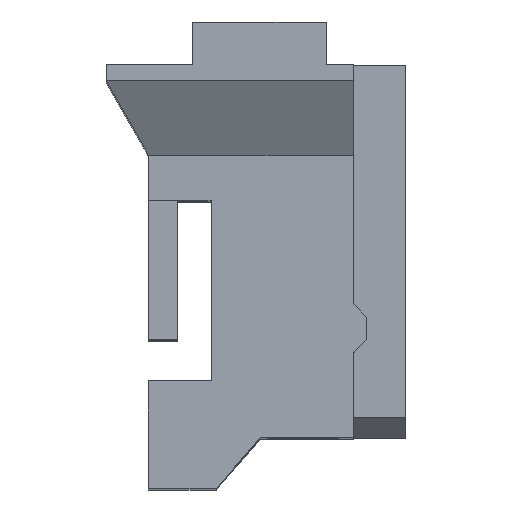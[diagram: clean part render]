
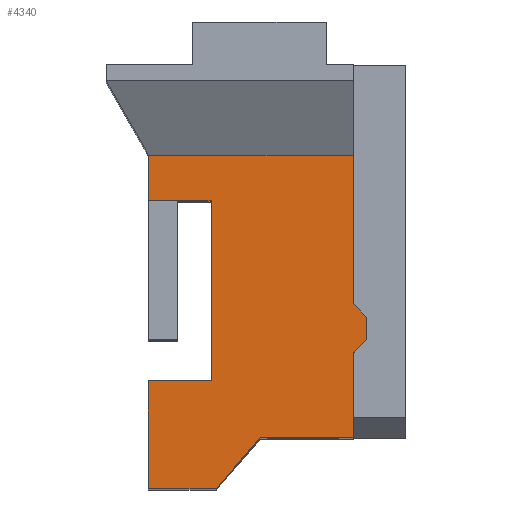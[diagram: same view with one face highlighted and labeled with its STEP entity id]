
A CAD part, top view. The second image highlights one B-rep face of the part: STEP entity #4340.
In plain terms, the highlighted planar face has unit normal (0, 0, 1).
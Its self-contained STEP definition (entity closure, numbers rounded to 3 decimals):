
#154=CARTESIAN_POINT('',(-1.615,4.318,7.265));
#155=VERTEX_POINT('',#154);
#162=CARTESIAN_POINT('',(-1.615,5.004,7.265));
#163=VERTEX_POINT('',#162);
#164=CARTESIAN_POINT('',(-1.615,5.004,7.265));
#165=DIRECTION('',(0.0,-1.0,0.0));
#166=VECTOR('',#165,1.0);
#167=LINE('',#164,#166);
#168=EDGE_CURVE('n� 694',#163,#155,#167,.T.);
#3149=CARTESIAN_POINT('',(-0.595,0.0,7.265));
#3150=VERTEX_POINT('',#3149);
#3157=CARTESIAN_POINT('',(-1.615,0.0,7.265));
#3158=VERTEX_POINT('',#3157);
#3159=CARTESIAN_POINT('',(-2.25,0.0,7.265));
#3160=DIRECTION('',(1.0,0.0,0.0));
#3161=VECTOR('',#3160,1.0);
#3162=LINE('',#3159,#3161);
#3163=EDGE_CURVE('n� 783',#3158,#3150,#3162,.T.);
#3187=CARTESIAN_POINT('',(0.066,0.762,7.265));
#3188=VERTEX_POINT('',#3187);
#3195=CARTESIAN_POINT('',(-0.595,0.0,7.265));
#3196=DIRECTION('',(0.655,0.756,0.0));
#3197=VECTOR('',#3196,1.0);
#3198=LINE('',#3195,#3197);
#3199=EDGE_CURVE('n� 766',#3150,#3188,#3198,.T.);
#3414=CARTESIAN_POINT('',(1.463,0.762,7.265));
#3415=VERTEX_POINT('',#3414);
#3424=CARTESIAN_POINT('',(0.066,0.762,7.265));
#3425=DIRECTION('',(1.0,0.0,0.0));
#3426=VECTOR('',#3425,1.0);
#3427=LINE('',#3424,#3426);
#3428=EDGE_CURVE('n� 767',#3188,#3415,#3427,.T.);
#3747=CARTESIAN_POINT('',(-1.615,1.613,7.265));
#3748=VERTEX_POINT('',#3747);
#3749=CARTESIAN_POINT('',(-1.615,5.004,7.265));
#3750=DIRECTION('',(0.0,-1.0,0.0));
#3751=VECTOR('',#3750,1.0);
#3752=LINE('',#3749,#3751);
#3753=EDGE_CURVE('n� 3711',#3748,#3158,#3752,.T.);
#4243=CARTESIAN_POINT('',(1.463,5.004,7.265));
#4244=VERTEX_POINT('',#4243);
#4245=CARTESIAN_POINT('',(-2.25,5.004,7.265));
#4246=DIRECTION('',(1.0,0.0,0.0));
#4247=VECTOR('',#4246,1.0);
#4248=LINE('',#4245,#4247);
#4249=EDGE_CURVE('n� 782',#163,#4244,#4248,.T.);
#4267=CARTESIAN_POINT('',(-0.675,1.613,7.265));
#4268=VERTEX_POINT('',#4267);
#4269=CARTESIAN_POINT('',(-0.675,4.318,7.265));
#4270=VERTEX_POINT('',#4269);
#4271=CARTESIAN_POINT('',(-0.675,4.318,7.265));
#4272=DIRECTION('',(0.0,1.0,0.0));
#4273=VECTOR('',#4272,1.0);
#4274=LINE('',#4271,#4273);
#4275=EDGE_CURVE('n� 3748',#4268,#4270,#4274,.T.);
#4276=ORIENTED_EDGE('',*,*,#4275,.F.);
#4277=CARTESIAN_POINT('',(-0.675,1.613,7.265));
#4278=DIRECTION('',(-1.0,0.0,0.0));
#4279=VECTOR('',#4278,1.0);
#4280=LINE('',#4277,#4279);
#4281=EDGE_CURVE('n� 3739',#4268,#3748,#4280,.T.);
#4282=ORIENTED_EDGE('',*,*,#4281,.T.);
#4283=ORIENTED_EDGE('',*,*,#3753,.T.);
#4284=ORIENTED_EDGE('',*,*,#3163,.T.);
#4285=ORIENTED_EDGE('',*,*,#3199,.T.);
#4286=ORIENTED_EDGE('',*,*,#3428,.T.);
#4287=CARTESIAN_POINT('',(1.463,2.032,7.265));
#4288=VERTEX_POINT('',#4287);
#4289=CARTESIAN_POINT('',(1.463,0.0,7.265));
#4290=DIRECTION('',(0.0,1.0,0.0));
#4291=VECTOR('',#4290,1.0);
#4292=LINE('',#4289,#4291);
#4293=EDGE_CURVE('n� 1562',#3415,#4288,#4292,.T.);
#4294=ORIENTED_EDGE('',*,*,#4293,.T.);
#4295=CARTESIAN_POINT('',(1.666,2.235,7.265));
#4296=VERTEX_POINT('',#4295);
#4297=CARTESIAN_POINT('',(1.463,2.032,7.265));
#4298=DIRECTION('',(0.707,0.707,0.0));
#4299=VECTOR('',#4298,1.0);
#4300=LINE('',#4297,#4299);
#4301=EDGE_CURVE('n� 2940',#4288,#4296,#4300,.T.);
#4302=ORIENTED_EDGE('',*,*,#4301,.T.);
#4303=CARTESIAN_POINT('',(1.666,2.569,7.265));
#4304=VERTEX_POINT('',#4303);
#4305=CARTESIAN_POINT('',(1.666,2.569,7.265));
#4306=DIRECTION('',(0.0,1.0,0.0));
#4307=VECTOR('',#4306,1.0);
#4308=LINE('',#4305,#4307);
#4309=EDGE_CURVE('n� 2943',#4296,#4304,#4308,.T.);
#4310=ORIENTED_EDGE('',*,*,#4309,.T.);
#4311=CARTESIAN_POINT('',(1.463,2.772,7.265));
#4312=VERTEX_POINT('',#4311);
#4313=CARTESIAN_POINT('',(1.463,2.772,7.265));
#4314=DIRECTION('',(-0.707,0.707,0.0));
#4315=VECTOR('',#4314,1.0);
#4316=LINE('',#4313,#4315);
#4317=EDGE_CURVE('n� 2934',#4304,#4312,#4316,.T.);
#4318=ORIENTED_EDGE('',*,*,#4317,.T.);
#4319=CARTESIAN_POINT('',(1.463,0.0,7.265));
#4320=DIRECTION('',(0.0,1.0,0.0));
#4321=VECTOR('',#4320,1.0);
#4322=LINE('',#4319,#4321);
#4323=EDGE_CURVE('n� 2900',#4312,#4244,#4322,.T.);
#4324=ORIENTED_EDGE('',*,*,#4323,.T.);
#4325=ORIENTED_EDGE('',*,*,#4249,.F.);
#4326=ORIENTED_EDGE('',*,*,#168,.T.);
#4327=CARTESIAN_POINT('',(-0.675,4.318,7.265));
#4328=DIRECTION('',(-1.0,0.0,0.0));
#4329=VECTOR('',#4328,1.0);
#4330=LINE('',#4327,#4329);
#4331=EDGE_CURVE('n� 3751',#4270,#155,#4330,.T.);
#4332=ORIENTED_EDGE('',*,*,#4331,.F.);
#4333=EDGE_LOOP('',(
    #4276,#4282,#4283,#4284,#4285,#4286,#4294,#4302,#4310,#4318,
    #4324,#4325,#4326,#4332));
#4334=FACE_OUTER_BOUND('',#4333,.T.);
#4335=CARTESIAN_POINT('',(-2.25,0.0,7.265));
#4336=DIRECTION('',(0.0,0.0,-1.0));
#4337=DIRECTION('',(-1.0,0.0,0.0));
#4338=AXIS2_PLACEMENT_3D('',#4335,#4336,#4337);
#4339=PLANE('',#4338);
#4340=ADVANCED_FACE('n� 851',(#4334),#4339,.F.);
